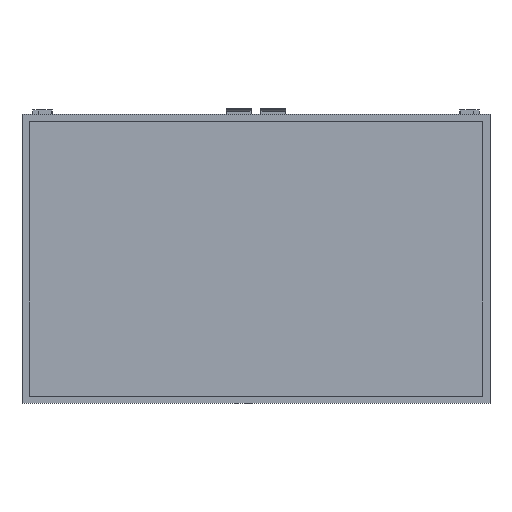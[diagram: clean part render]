
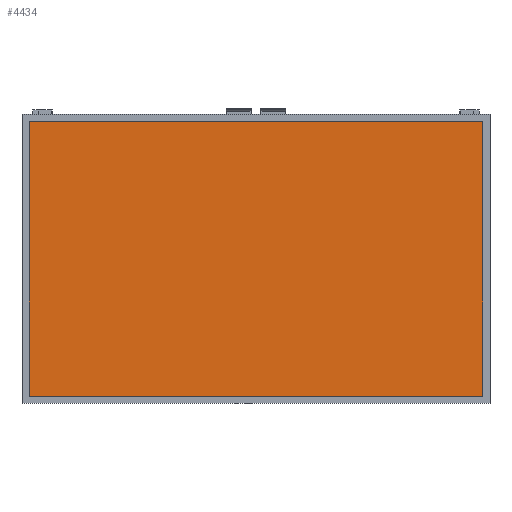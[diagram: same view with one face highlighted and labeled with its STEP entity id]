
A CAD part, front view. The second image highlights one B-rep face of the part: STEP entity #4434.
In plain terms, the highlighted planar face has unit normal (0, -1, 0).
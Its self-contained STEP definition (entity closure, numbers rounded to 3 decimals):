
#272=FACE_OUTER_BOUND('',#559,.T.);
#559=EDGE_LOOP('',(#2985,#2986,#2987,#2988));
#861=LINE('',#6545,#1377);
#864=LINE('',#6550,#1380);
#867=LINE('',#6555,#1383);
#868=LINE('',#6557,#1384);
#1377=VECTOR('',#5216,10.);
#1380=VECTOR('',#5221,10.);
#1383=VECTOR('',#5226,10.);
#1384=VECTOR('',#5229,10.);
#1885=VERTEX_POINT('',#6543);
#1886=VERTEX_POINT('',#6544);
#1887=VERTEX_POINT('',#6549);
#1888=VERTEX_POINT('',#6553);
#2317=EDGE_CURVE('',#1885,#1886,#861,.T.);
#2320=EDGE_CURVE('',#1887,#1886,#864,.T.);
#2323=EDGE_CURVE('',#1885,#1888,#867,.T.);
#2324=EDGE_CURVE('',#1887,#1888,#868,.T.);
#2985=ORIENTED_EDGE('',*,*,#2323,.T.);
#2986=ORIENTED_EDGE('',*,*,#2324,.F.);
#2987=ORIENTED_EDGE('',*,*,#2320,.T.);
#2988=ORIENTED_EDGE('',*,*,#2317,.F.);
#4199=PLANE('',#4775);
#4434=ADVANCED_FACE('',(#272),#4199,.T.);
#4775=AXIS2_PLACEMENT_3D('',#6556,#5227,#5228);
#5216=DIRECTION('',(-1.,0.,0.));
#5221=DIRECTION('',(0.,0.,-1.));
#5226=DIRECTION('',(0.,0.,1.));
#5227=DIRECTION('center_axis',(0.,-1.,0.));
#5228=DIRECTION('ref_axis',(1.,0.,0.));
#5229=DIRECTION('',(1.,0.,0.));
#6543=CARTESIAN_POINT('',(545.,-50.,-330.));
#6544=CARTESIAN_POINT('',(-545.,-50.,-330.));
#6545=CARTESIAN_POINT('',(-545.,-50.,-330.));
#6549=CARTESIAN_POINT('',(-545.,-50.,330.));
#6550=CARTESIAN_POINT('',(-545.,-50.,0.));
#6553=CARTESIAN_POINT('',(545.,-50.,330.));
#6555=CARTESIAN_POINT('',(545.,-50.,0.));
#6556=CARTESIAN_POINT('Origin',(-545.,-50.,0.));
#6557=CARTESIAN_POINT('',(-545.,-50.,330.));
